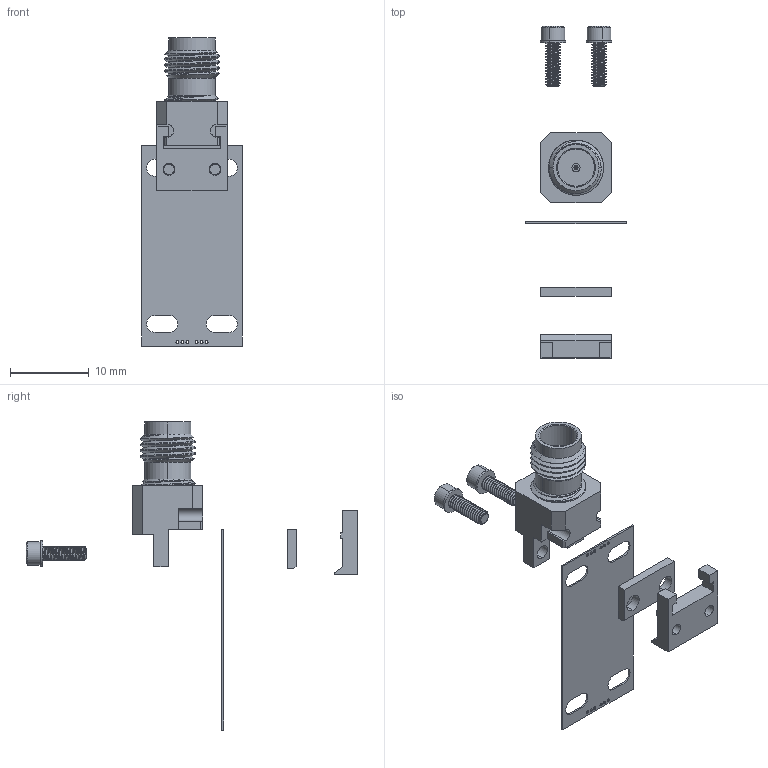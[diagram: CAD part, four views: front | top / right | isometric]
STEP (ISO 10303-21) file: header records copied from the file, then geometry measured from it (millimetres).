
FILE_DESCRIPTION (( 'STEP AP214' ), '1' );
FILE_NAME ('PE45402_3D.step', '2025-11-26T19:30:48', ( '' ), ( '' ), 'SwSTEP 2.0', 'SolidWorks 2025', '' );
FILE_SCHEMA (( 'AUTOMOTIVE_DESIGN' ));
Length unit declared in the file: inch
Products named in the file (6): Copy of Grounding Plate^PE45402; Copy of PE45402-Body^PE45402; Copy of PCB^PE45402; Copy of Threaded Clamping Plate^PE45402; Copy of 1-72 SHCS x .3125^PE45402_92196A067; PE45402_3D
Assembly tree (6 placements, depth 2):
  PE45402_3D
    Copy of PE45402-Body^PE45402
    Copy of Grounding Plate^PE45402
    Copy of Threaded Clamping Plate^PE45402
    Copy of 1-72 SHCS x .3125^PE45402_92196A067  x2
    Copy of PCB^PE45402
Bounding box: 12.7 x 42.1 x 39.07 mm (x, y, z)
Volume: 1012.9 mm3; surface area: 2063 mm2
Topology: 10 solids, 10 shells, 403 faces, 1055 edges, 685 vertices
Faces by surface type: cylinder 213, plane 139, cone 41, bspline 10
Entity records: 14009 total; most frequent: CARTESIAN_POINT 6444, ORIENTED_EDGE 1616, DIRECTION 1420, EDGE_CURVE 808, VERTEX_POINT 526, AXIS2_PLACEMENT_3D 490, VECTOR 440, LINE 440
